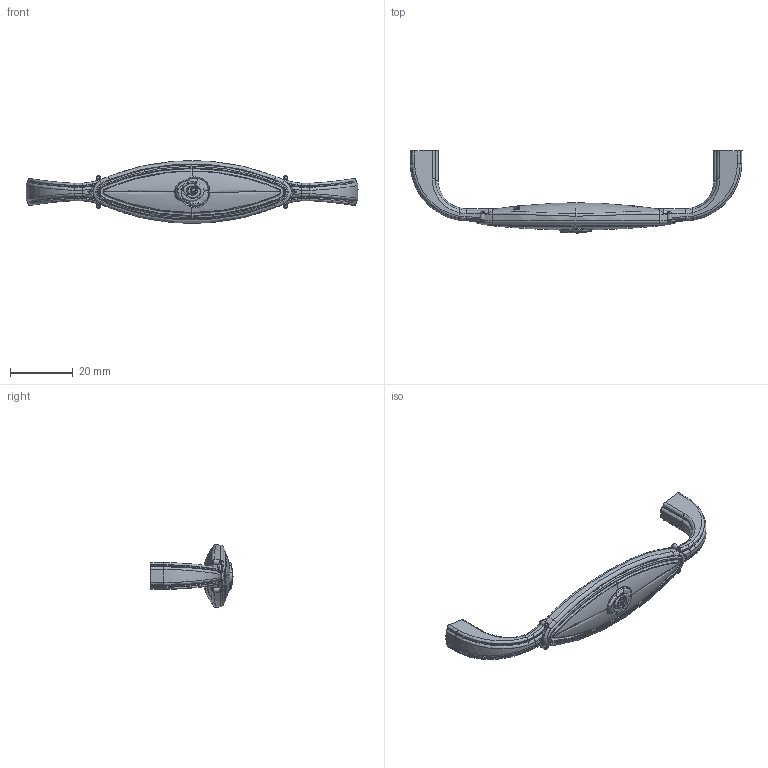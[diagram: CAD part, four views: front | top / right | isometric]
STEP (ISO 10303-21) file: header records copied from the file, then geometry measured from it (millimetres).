
FILE_DESCRIPTION(('Creo Elements/Direct Modeling STEP Export'),'2;1');
FILE_NAME('1898-106_.stp','2021-06-11T 8:27:50',(''),(''),'Creo Elements/Direct Modeling STEP processor for AP214 (Solid Model)','Creo Elements/Direct Modeling 20.0 12-Nov-2016 (C) Parametric Technology GmbH','');
FILE_SCHEMA(('AUTOMOTIVE_DESIGN { 1 0 10303 214 1 1 1 1 }'));
Products named in the file (3): Griff; Kunststoffeinlage; 1898-106_
Assembly tree (2 placements, depth 2):
  1898-106_
    Kunststoffeinlage
    Griff
Bounding box: 105.99 x 26.3 x 20 mm (x, y, z)
Volume: 6817.6 mm3; surface area: 7110.1 mm2
Topology: 2 solids, 2 shells, 1084 faces, 3103 edges, 2023 vertices
Faces by surface type: plane 620, bspline 291, cylinder 84, torus 40, extrusion 39, revolution 6, cone 4
Entity records: 145876 total; most frequent: CARTESIAN_POINT 121508, ORIENTED_EDGE 6158, EDGE_CURVE 3079, DIRECTION 2666, VERTEX_POINT 2023, B_SPLINE_CURVE_WITH_KNOTS 1997, SURFACE_CURVE 1484, EDGE_LOOP 1110
